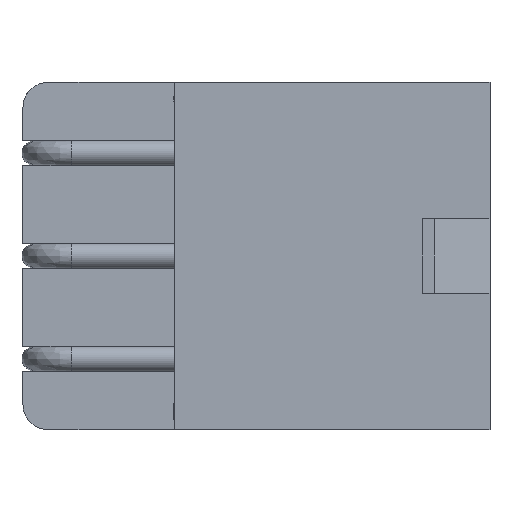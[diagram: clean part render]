
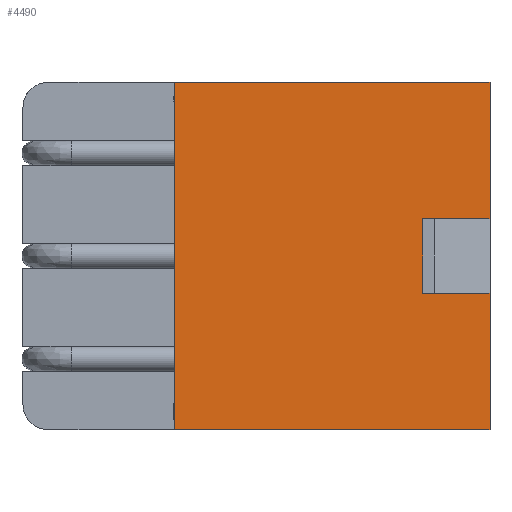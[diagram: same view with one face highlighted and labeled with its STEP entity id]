
A CAD part, left-side view. The second image highlights one B-rep face of the part: STEP entity #4490.
In plain terms, the highlighted planar face has unit normal (-1, 0, 0).
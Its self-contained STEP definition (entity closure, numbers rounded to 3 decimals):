
#1168=CARTESIAN_POINT('',(-4.93,12.7,6.985));
#1169=VERTEX_POINT('',#1168);
#1176=CARTESIAN_POINT('',(-4.93,0.,6.985));
#1177=VERTEX_POINT('',#1176);
#1178=CARTESIAN_POINT('',(-4.93,12.7,6.985));
#1179=DIRECTION('',(0.,-1.,0.));
#1180=VECTOR('',#1179,12.7);
#1181=LINE('',#1178,#1180);
#1182=EDGE_CURVE('',#1169,#1177,#1181,.T.);
#1952=CARTESIAN_POINT('',(-4.93,0.,-6.985));
#1953=VERTEX_POINT('',#1952);
#1960=CARTESIAN_POINT('',(-4.93,12.7,-6.985));
#1961=VERTEX_POINT('',#1960);
#1962=CARTESIAN_POINT('',(-4.93,0.,-6.985));
#1963=DIRECTION('',(0.,1.,0.));
#1964=VECTOR('',#1963,12.7);
#1965=LINE('',#1962,#1964);
#1966=EDGE_CURVE('',#1953,#1961,#1965,.T.);
#3855=CARTESIAN_POINT('',(-4.93,12.7,-6.985));
#3856=DIRECTION('',(0.,0.,1.));
#3857=VECTOR('',#3856,13.97);
#3858=LINE('',#3855,#3857);
#3859=EDGE_CURVE('',#1961,#1169,#3858,.T.);
#4442=CARTESIAN_POINT('',(-4.93,12.7,-6.985));
#4443=DIRECTION('',(0.,-1.,0.));
#4444=DIRECTION('',(-1.,0.,0.));
#4445=AXIS2_PLACEMENT_3D('',#4442,#4444,#4443);
#4446=PLANE('',#4445);
#4447=CARTESIAN_POINT('',(-4.93,2.471,-1.5));
#4448=VERTEX_POINT('',#4447);
#4449=CARTESIAN_POINT('',(-4.93,2.471,1.5));
#4450=VERTEX_POINT('',#4449);
#4451=CARTESIAN_POINT('',(-4.93,2.471,-1.5));
#4452=DIRECTION('',(0.,0.,1.));
#4453=VECTOR('',#4452,3.);
#4454=LINE('',#4451,#4453);
#4455=EDGE_CURVE('',#4448,#4450,#4454,.T.);
#4456=ORIENTED_EDGE('',*,*,#4455,.T.);
#4457=CARTESIAN_POINT('',(-4.93,0.,1.5));
#4458=VERTEX_POINT('',#4457);
#4459=CARTESIAN_POINT('',(-4.93,2.471,1.5));
#4460=DIRECTION('',(0.,-1.,0.));
#4461=VECTOR('',#4460,2.471);
#4462=LINE('',#4459,#4461);
#4463=EDGE_CURVE('',#4450,#4458,#4462,.T.);
#4464=ORIENTED_EDGE('',*,*,#4463,.T.);
#4465=CARTESIAN_POINT('',(-4.93,0.,6.985));
#4466=DIRECTION('',(0.,0.,-1.));
#4467=VECTOR('',#4466,5.485);
#4468=LINE('',#4465,#4467);
#4469=EDGE_CURVE('',#1177,#4458,#4468,.T.);
#4470=ORIENTED_EDGE('',*,*,#4469,.F.);
#4471=ORIENTED_EDGE('',*,*,#1182,.F.);
#4472=ORIENTED_EDGE('',*,*,#3859,.F.);
#4473=ORIENTED_EDGE('',*,*,#1966,.F.);
#4474=CARTESIAN_POINT('',(-4.93,0.,-1.5));
#4475=VERTEX_POINT('',#4474);
#4476=CARTESIAN_POINT('',(-4.93,0.,-1.5));
#4477=DIRECTION('',(0.,0.,-1.));
#4478=VECTOR('',#4477,5.485);
#4479=LINE('',#4476,#4478);
#4480=EDGE_CURVE('',#4475,#1953,#4479,.T.);
#4481=ORIENTED_EDGE('',*,*,#4480,.F.);
#4482=CARTESIAN_POINT('',(-4.93,2.471,-1.5));
#4483=DIRECTION('',(0.,-1.,0.));
#4484=VECTOR('',#4483,2.471);
#4485=LINE('',#4482,#4484);
#4486=EDGE_CURVE('',#4448,#4475,#4485,.T.);
#4487=ORIENTED_EDGE('',*,*,#4486,.F.);
#4488=EDGE_LOOP('',(#4456,#4464,#4470,#4471,#4472,#4473,#4481,#4487));
#4489=FACE_OUTER_BOUND('',#4488,.T.);
#4490=ADVANCED_FACE('',(#4489),#4446,.T.);
